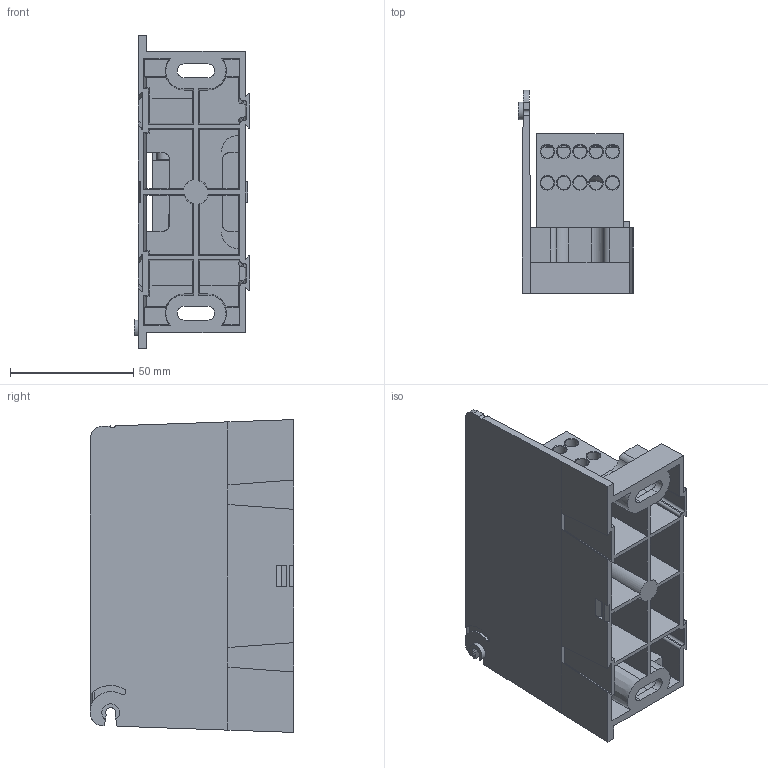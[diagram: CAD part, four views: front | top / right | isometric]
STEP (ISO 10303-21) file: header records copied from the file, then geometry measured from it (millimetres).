
FILE_DESCRIPTION (( 'STEP AP214' ), '1' );
FILE_NAME ('701905rev-ADDER.STEP', '2015-01-15T15:51:34', ( '' ), ( '' ), 'SwSTEP 2.0', 'SolidWorks 2014', '' );
FILE_SCHEMA (( 'AUTOMOTIVE_DESIGN' ));
Length unit declared in the file: inch
Products named in the file (1): 701905rev-ADDER
Bounding box: 46.93 x 82.55 x 127.01 mm (x, y, z)
Surface area: 64971.4 mm2 (no closed solid volume)
Topology: 0 solids, 21 shells, 401 faces, 1285 edges, 900 vertices
Faces by surface type: plane 180, cone 103, cylinder 102, bspline 16
Entity records: 23369 total; most frequent: CARTESIAN_POINT 7738, ORIENTED_EDGE 2206, DIRECTION 2045, EDGE_CURVE 1285, VERTEX_POINT 900, LINE 779, VECTOR 779, AXIS2_PLACEMENT_3D 633
